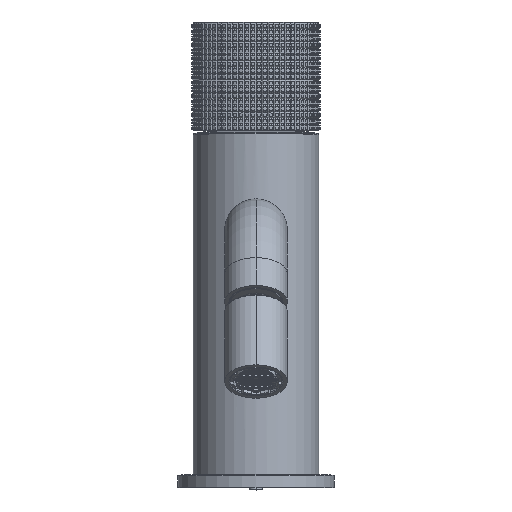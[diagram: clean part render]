
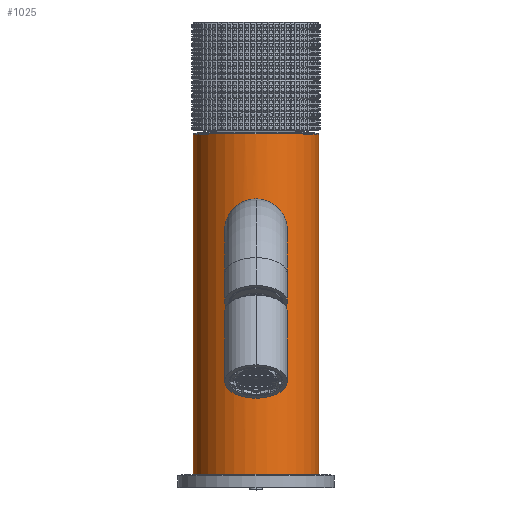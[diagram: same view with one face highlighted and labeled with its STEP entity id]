
A CAD part, top view. The second image highlights one B-rep face of the part: STEP entity #1025.
In plain terms, the highlighted cylindrical face has radius 20.1 mm (diameter 40.2 mm), a partial arc.
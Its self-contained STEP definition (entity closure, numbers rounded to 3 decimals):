
#153=CARTESIAN_POINT('',(4.5,78.,19.59));
#154=CARTESIAN_POINT('',(4.5,78.364,19.59));
#155=CARTESIAN_POINT('',(4.414,79.073,19.61));
#156=CARTESIAN_POINT('',(4.03,80.1,19.694));
#157=CARTESIAN_POINT('',(3.405,81.01,19.814));
#158=CARTESIAN_POINT('',(2.576,81.744,19.941));
#159=CARTESIAN_POINT('',(1.601,82.253,20.045));
#160=CARTESIAN_POINT('',(0.543,82.511,20.102));
#161=CARTESIAN_POINT('',(-0.54,82.511,20.102));
#162=CARTESIAN_POINT('',(-1.598,82.254,20.045));
#163=CARTESIAN_POINT('',(-2.573,81.746,19.942));
#164=CARTESIAN_POINT('',(-3.403,81.012,19.814));
#165=CARTESIAN_POINT('',(-4.029,80.102,19.694));
#166=CARTESIAN_POINT('',(-4.414,79.074,19.61));
#167=CARTESIAN_POINT('',(-4.5,78.365,19.59));
#168=CARTESIAN_POINT('',(-4.5,78.,19.59));
#170=CARTESIAN_POINT('',(-4.5,78.,19.59));
#171=CARTESIAN_POINT('',(-4.5,77.636,19.59));
#172=CARTESIAN_POINT('',(-4.414,76.927,19.61));
#173=CARTESIAN_POINT('',(-4.03,75.9,19.694));
#174=CARTESIAN_POINT('',(-3.405,74.99,19.814));
#175=CARTESIAN_POINT('',(-2.576,74.256,19.941));
#176=CARTESIAN_POINT('',(-1.601,73.747,20.045));
#177=CARTESIAN_POINT('',(-0.543,73.489,20.102));
#178=CARTESIAN_POINT('',(0.54,73.489,20.102));
#179=CARTESIAN_POINT('',(1.598,73.746,20.045));
#180=CARTESIAN_POINT('',(2.573,74.254,19.942));
#181=CARTESIAN_POINT('',(3.403,74.988,19.814));
#182=CARTESIAN_POINT('',(4.029,75.898,19.694));
#183=CARTESIAN_POINT('',(4.414,76.926,19.61));
#184=CARTESIAN_POINT('',(4.5,77.635,19.59));
#185=CARTESIAN_POINT('',(4.5,78.,19.59));
#187=CARTESIAN_POINT('',(0.,108.8,0.));
#188=DIRECTION('',(0.,-1.,0.));
#189=DIRECTION('',(1.,0.,0.));
#190=AXIS2_PLACEMENT_3D('',#187,#188,#189);
#192=CARTESIAN_POINT('',(0.,0.2,0.));
#193=DIRECTION('',(0.,-1.,0.));
#194=DIRECTION('',(1.,0.,0.));
#195=AXIS2_PLACEMENT_3D('',#192,#193,#194);
#556=DIRECTION('',(0.,-1.,0.));
#557=VECTOR('',#556,108.6);
#558=CARTESIAN_POINT('',(-20.1,108.8,0.));
#559=LINE('',#558,#557);
#565=DIRECTION('',(0.,-1.,0.));
#566=VECTOR('',#565,108.6);
#567=CARTESIAN_POINT('',(20.1,108.8,0.));
#568=LINE('',#567,#566);
#755=VERTEX_POINT('',#153);
#756=VERTEX_POINT('',#168);
#761=CARTESIAN_POINT('',(-20.1,108.8,0.));
#762=CARTESIAN_POINT('',(20.1,108.8,0.));
#763=VERTEX_POINT('',#761);
#764=VERTEX_POINT('',#762);
#773=CARTESIAN_POINT('',(-20.1,0.2,0.));
#774=CARTESIAN_POINT('',(20.1,0.2,0.));
#775=VERTEX_POINT('',#773);
#776=VERTEX_POINT('',#774);
#1005=CARTESIAN_POINT('',(0.,-5.45,0.));
#1006=DIRECTION('',(0.,1.,0.));
#1007=DIRECTION('',(1.,0.,0.));
#1008=AXIS2_PLACEMENT_3D('',#1005,#1006,#1007);
#1009=CYLINDRICAL_SURFACE('',#1008,20.1);
#1011=ORIENTED_EDGE('',*,*,#1010,.F.);
#1013=ORIENTED_EDGE('',*,*,#1012,.T.);
#1015=ORIENTED_EDGE('',*,*,#1014,.T.);
#1017=ORIENTED_EDGE('',*,*,#1016,.F.);
#1018=EDGE_LOOP('',(#1011,#1013,#1015,#1017));
#1019=FACE_OUTER_BOUND('',#1018,.F.);
#1020=ORIENTED_EDGE('',*,*,#991,.T.);
#1022=ORIENTED_EDGE('',*,*,#1021,.T.);
#1023=EDGE_LOOP('',(#1020,#1022));
#1024=FACE_BOUND('',#1023,.F.);
#1025=ADVANCED_FACE('',(#1019,#1024),#1009,.T.);
#169=B_SPLINE_CURVE_WITH_KNOTS('',3,(#153,#154,#155,#156,#157,#158,#159,#160,
#161,#162,#163,#164,#165,#166,#167,#168),.UNSPECIFIED.,.F.,.F.,(4,1,1,1,1,1,1,1,
1,1,1,1,1,4),(0.,0.077,0.154,0.231,
0.308,0.385,0.462,0.538,
0.615,0.692,0.769,0.846,
0.923,1.),.UNSPECIFIED.);
#186=B_SPLINE_CURVE_WITH_KNOTS('',3,(#170,#171,#172,#173,#174,#175,#176,#177,
#178,#179,#180,#181,#182,#183,#184,#185),.UNSPECIFIED.,.F.,.F.,(4,1,1,1,1,1,1,1,
1,1,1,1,1,4),(0.,0.077,0.154,0.231,
0.308,0.385,0.462,0.538,
0.615,0.692,0.769,0.846,
0.923,1.),.UNSPECIFIED.);
#191=CIRCLE('',#190,20.1);
#196=CIRCLE('',#195,20.1);
#991=EDGE_CURVE('',#755,#756,#169,.T.);
#1010=EDGE_CURVE('',#764,#763,#191,.T.);
#1012=EDGE_CURVE('',#764,#776,#568,.T.);
#1014=EDGE_CURVE('',#776,#775,#196,.T.);
#1016=EDGE_CURVE('',#763,#775,#559,.T.);
#1021=EDGE_CURVE('',#756,#755,#186,.T.);
